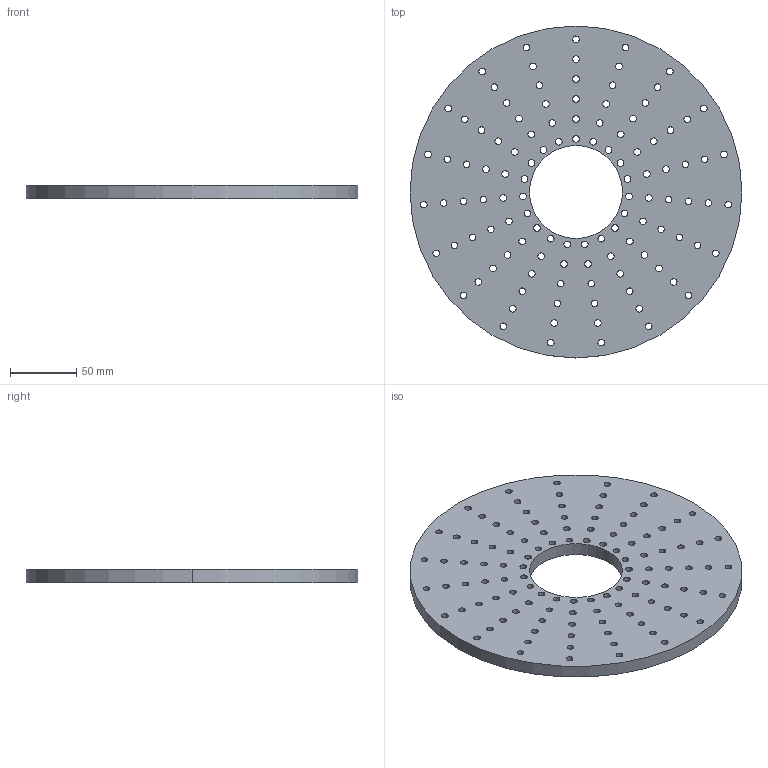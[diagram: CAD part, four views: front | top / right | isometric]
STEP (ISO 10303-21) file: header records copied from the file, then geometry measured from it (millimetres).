
FILE_DESCRIPTION (( 'STEP AP214' ), '1' );
FILE_NAME ('disc 1 max holes.STEP', '2020-11-14T05:16:14', ( '' ), ( '' ), 'SwSTEP 2.0', 'SolidWorks 2018', '' );
FILE_SCHEMA (( 'AUTOMOTIVE_DESIGN' ));
Length unit declared in the file: millimetre
Products named in the file (1): disc 1 max holes
Bounding box: 250 x 250 x 10 mm (x, y, z)
Volume: 430005.5 mm3; surface area: 113961.3 mm2
Topology: 1 solids, 1 shells, 234 faces, 696 edges, 464 vertices
Faces by surface type: cylinder 232, plane 2
Entity records: 8638 total; most frequent: DIRECTION 1630, CARTESIAN_POINT 1395, ORIENTED_EDGE 1392, AXIS2_PLACEMENT_3D 699, EDGE_CURVE 696, CIRCLE 464, VERTEX_POINT 464, EDGE_LOOP 464
